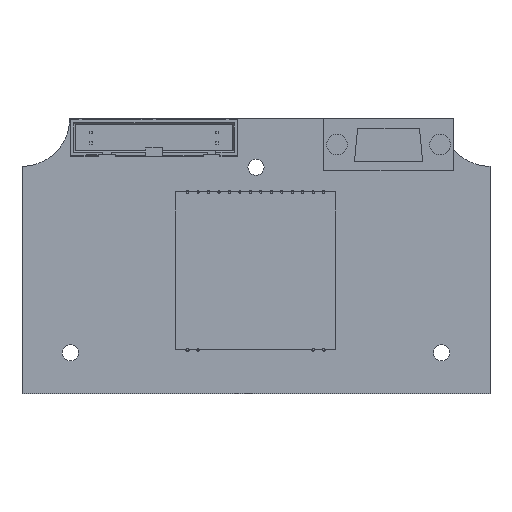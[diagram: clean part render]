
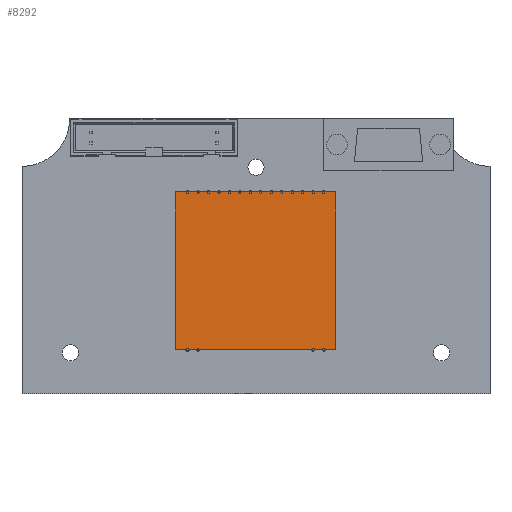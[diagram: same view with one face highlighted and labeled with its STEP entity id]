
A CAD part, top view. The second image highlights one B-rep face of the part: STEP entity #8292.
In plain terms, the highlighted planar face has unit normal (0, 0, 1).
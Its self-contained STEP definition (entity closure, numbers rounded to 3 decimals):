
#7978 = VERTEX_POINT('',#7979);
#7979 = CARTESIAN_POINT('',(-19.5,-19.1,2.1));
#7986 = PLANE('',#7987);
#7987 = AXIS2_PLACEMENT_3D('',#7988,#7989,#7990);
#7988 = CARTESIAN_POINT('',(-19.5,-19.1,0.));
#7989 = DIRECTION('',(0.,1.,0.));
#7990 = DIRECTION('',(1.,0.,0.));
#7998 = PLANE('',#7999);
#7999 = AXIS2_PLACEMENT_3D('',#8000,#8001,#8002);
#8000 = CARTESIAN_POINT('',(-19.5,19.1,0.));
#8001 = DIRECTION('',(1.,0.,0.));
#8002 = DIRECTION('',(0.,-1.,0.));
#8010 = EDGE_CURVE('',#7978,#8011,#8013,.T.);
#8011 = VERTEX_POINT('',#8012);
#8012 = CARTESIAN_POINT('',(19.5,-19.1,2.1));
#8013 = SURFACE_CURVE('',#8014,(#8018,#8025),.PCURVE_S1.);
#8014 = LINE('',#8015,#8016);
#8015 = CARTESIAN_POINT('',(-19.5,-19.1,2.1));
#8016 = VECTOR('',#8017,1.);
#8017 = DIRECTION('',(1.,0.,0.));
#8018 = PCURVE('',#7986,#8019);
#8019 = DEFINITIONAL_REPRESENTATION('',(#8020),#8024);
#8020 = LINE('',#8021,#8022);
#8021 = CARTESIAN_POINT('',(0.,-2.1));
#8022 = VECTOR('',#8023,1.);
#8023 = DIRECTION('',(1.,0.));
#8024 = ( GEOMETRIC_REPRESENTATION_CONTEXT(2) 
PARAMETRIC_REPRESENTATION_CONTEXT() REPRESENTATION_CONTEXT('2D SPACE',''
  ) );
#8025 = PCURVE('',#8026,#8031);
#8026 = PLANE('',#8027);
#8027 = AXIS2_PLACEMENT_3D('',#8028,#8029,#8030);
#8028 = CARTESIAN_POINT('',(-19.5,-19.1,2.1));
#8029 = DIRECTION('',(0.,0.,-1.));
#8030 = DIRECTION('',(-1.,0.,0.));
#8031 = DEFINITIONAL_REPRESENTATION('',(#8032),#8036);
#8032 = LINE('',#8033,#8034);
#8033 = CARTESIAN_POINT('',(0.,0.));
#8034 = VECTOR('',#8035,1.);
#8035 = DIRECTION('',(-1.,0.));
#8036 = ( GEOMETRIC_REPRESENTATION_CONTEXT(2) 
PARAMETRIC_REPRESENTATION_CONTEXT() REPRESENTATION_CONTEXT('2D SPACE',''
  ) );
#8054 = PLANE('',#8055);
#8055 = AXIS2_PLACEMENT_3D('',#8056,#8057,#8058);
#8056 = CARTESIAN_POINT('',(19.5,-19.1,0.));
#8057 = DIRECTION('',(-1.,0.,0.));
#8058 = DIRECTION('',(0.,1.,0.));
#8096 = EDGE_CURVE('',#8011,#8097,#8099,.T.);
#8097 = VERTEX_POINT('',#8098);
#8098 = CARTESIAN_POINT('',(19.5,19.1,2.1));
#8099 = SURFACE_CURVE('',#8100,(#8104,#8111),.PCURVE_S1.);
#8100 = LINE('',#8101,#8102);
#8101 = CARTESIAN_POINT('',(19.5,-19.1,2.1));
#8102 = VECTOR('',#8103,1.);
#8103 = DIRECTION('',(0.,1.,0.));
#8104 = PCURVE('',#8054,#8105);
#8105 = DEFINITIONAL_REPRESENTATION('',(#8106),#8110);
#8106 = LINE('',#8107,#8108);
#8107 = CARTESIAN_POINT('',(0.,-2.1));
#8108 = VECTOR('',#8109,1.);
#8109 = DIRECTION('',(1.,0.));
#8110 = ( GEOMETRIC_REPRESENTATION_CONTEXT(2) 
PARAMETRIC_REPRESENTATION_CONTEXT() REPRESENTATION_CONTEXT('2D SPACE',''
  ) );
#8111 = PCURVE('',#8026,#8112);
#8112 = DEFINITIONAL_REPRESENTATION('',(#8113),#8117);
#8113 = LINE('',#8114,#8115);
#8114 = CARTESIAN_POINT('',(-39.,0.));
#8115 = VECTOR('',#8116,1.);
#8116 = DIRECTION('',(0.,1.));
#8117 = ( GEOMETRIC_REPRESENTATION_CONTEXT(2) 
PARAMETRIC_REPRESENTATION_CONTEXT() REPRESENTATION_CONTEXT('2D SPACE',''
  ) );
#8135 = PLANE('',#8136);
#8136 = AXIS2_PLACEMENT_3D('',#8137,#8138,#8139);
#8137 = CARTESIAN_POINT('',(19.5,19.1,0.));
#8138 = DIRECTION('',(0.,-1.,0.));
#8139 = DIRECTION('',(-1.,0.,0.));
#8172 = EDGE_CURVE('',#8097,#8173,#8175,.T.);
#8173 = VERTEX_POINT('',#8174);
#8174 = CARTESIAN_POINT('',(-19.5,19.1,2.1));
#8175 = SURFACE_CURVE('',#8176,(#8180,#8187),.PCURVE_S1.);
#8176 = LINE('',#8177,#8178);
#8177 = CARTESIAN_POINT('',(19.5,19.1,2.1));
#8178 = VECTOR('',#8179,1.);
#8179 = DIRECTION('',(-1.,0.,0.));
#8180 = PCURVE('',#8135,#8181);
#8181 = DEFINITIONAL_REPRESENTATION('',(#8182),#8186);
#8182 = LINE('',#8183,#8184);
#8183 = CARTESIAN_POINT('',(0.,-2.1));
#8184 = VECTOR('',#8185,1.);
#8185 = DIRECTION('',(1.,0.));
#8186 = ( GEOMETRIC_REPRESENTATION_CONTEXT(2) 
PARAMETRIC_REPRESENTATION_CONTEXT() REPRESENTATION_CONTEXT('2D SPACE',''
  ) );
#8187 = PCURVE('',#8026,#8188);
#8188 = DEFINITIONAL_REPRESENTATION('',(#8189),#8193);
#8189 = LINE('',#8190,#8191);
#8190 = CARTESIAN_POINT('',(-39.,38.2));
#8191 = VECTOR('',#8192,1.);
#8192 = DIRECTION('',(1.,0.));
#8193 = ( GEOMETRIC_REPRESENTATION_CONTEXT(2) 
PARAMETRIC_REPRESENTATION_CONTEXT() REPRESENTATION_CONTEXT('2D SPACE',''
  ) );
#8243 = EDGE_CURVE('',#8173,#7978,#8244,.T.);
#8244 = SURFACE_CURVE('',#8245,(#8249,#8256),.PCURVE_S1.);
#8245 = LINE('',#8246,#8247);
#8246 = CARTESIAN_POINT('',(-19.5,19.1,2.1));
#8247 = VECTOR('',#8248,1.);
#8248 = DIRECTION('',(0.,-1.,0.));
#8249 = PCURVE('',#7998,#8250);
#8250 = DEFINITIONAL_REPRESENTATION('',(#8251),#8255);
#8251 = LINE('',#8252,#8253);
#8252 = CARTESIAN_POINT('',(0.,-2.1));
#8253 = VECTOR('',#8254,1.);
#8254 = DIRECTION('',(1.,0.));
#8255 = ( GEOMETRIC_REPRESENTATION_CONTEXT(2) 
PARAMETRIC_REPRESENTATION_CONTEXT() REPRESENTATION_CONTEXT('2D SPACE',''
  ) );
#8256 = PCURVE('',#8026,#8257);
#8257 = DEFINITIONAL_REPRESENTATION('',(#8258),#8262);
#8258 = LINE('',#8259,#8260);
#8259 = CARTESIAN_POINT('',(0.,38.2));
#8260 = VECTOR('',#8261,1.);
#8261 = DIRECTION('',(0.,-1.));
#8262 = ( GEOMETRIC_REPRESENTATION_CONTEXT(2) 
PARAMETRIC_REPRESENTATION_CONTEXT() REPRESENTATION_CONTEXT('2D SPACE',''
  ) );
#8292 = ADVANCED_FACE('',(#8293),#8026,.F.);
#8293 = FACE_BOUND('',#8294,.T.);
#8294 = EDGE_LOOP('',(#8295,#8296,#8297,#8298));
#8295 = ORIENTED_EDGE('',*,*,#8010,.T.);
#8296 = ORIENTED_EDGE('',*,*,#8096,.T.);
#8297 = ORIENTED_EDGE('',*,*,#8172,.T.);
#8298 = ORIENTED_EDGE('',*,*,#8243,.T.);
